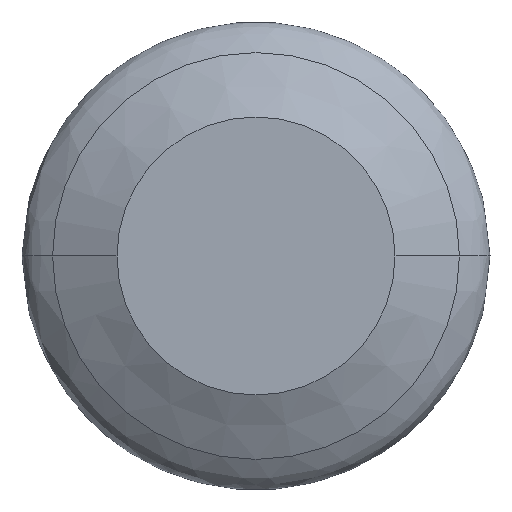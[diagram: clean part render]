
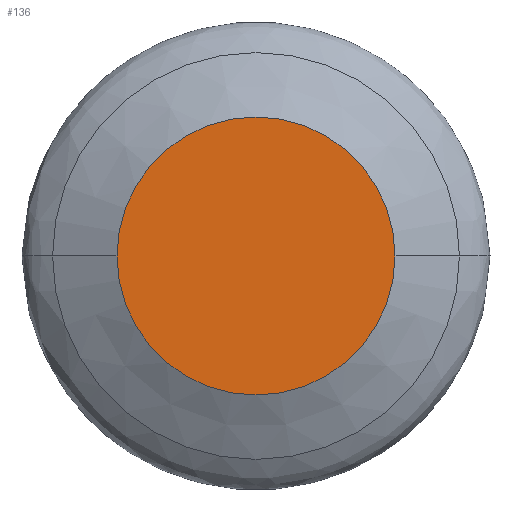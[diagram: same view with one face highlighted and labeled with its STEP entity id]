
A CAD part, front view. The second image highlights one B-rep face of the part: STEP entity #136.
In plain terms, the highlighted planar face has unit normal (0, -1, 0).
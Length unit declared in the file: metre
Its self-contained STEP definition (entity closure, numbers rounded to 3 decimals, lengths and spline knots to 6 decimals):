
#9 = CIRCLE ( 'NONE', #132, 0.01485 ) ;
#10 = ORIENTED_EDGE ( 'NONE', *, *, #91, .F. ) ;
#15 = DIRECTION ( 'NONE',  ( 0., 1., 0. ) ) ;
#33 = CARTESIAN_POINT ( 'NONE',  ( 0., 0., 0. ) ) ;
#50 = ORIENTED_EDGE ( 'NONE', *, *, #125, .F. ) ;
#54 = DIRECTION ( 'NONE',  ( -1., 0., 0. ) ) ;
#61 = AXIS2_PLACEMENT_3D ( 'NONE', #33, #131, #210 ) ;
#76 = VERTEX_POINT ( 'NONE', #82 ) ;
#77 = EDGE_LOOP ( 'NONE', ( #50, #10 ) ) ;
#82 = CARTESIAN_POINT ( 'NONE',  ( 0.01485, 0., 0. ) ) ;
#84 = CARTESIAN_POINT ( 'NONE',  ( 0., 0., 0. ) ) ;
#86 = AXIS2_PLACEMENT_3D ( 'NONE', #152, #150, #192 ) ;
#91 = EDGE_CURVE ( 'NONE', #76, #203, #9, .T. ) ;
#100 = FACE_OUTER_BOUND ( 'NONE', #77, .T. ) ;
#105 = CIRCLE ( 'NONE', #86, 0.01485 ) ;
#125 = EDGE_CURVE ( 'NONE', #203, #76, #105, .T. ) ;
#131 = DIRECTION ( 'NONE',  ( 0., 1., 0. ) ) ;
#132 = AXIS2_PLACEMENT_3D ( 'NONE', #84, #15, #54 ) ;
#136 = ADVANCED_FACE ( 'NONE', ( #100 ), #224, .F. ) ;
#150 = DIRECTION ( 'NONE',  ( 0., 1., 0. ) ) ;
#152 = CARTESIAN_POINT ( 'NONE',  ( 0., 0., 0. ) ) ;
#192 = DIRECTION ( 'NONE',  ( -1., 0., 0. ) ) ;
#203 = VERTEX_POINT ( 'NONE', #204 ) ;
#204 = CARTESIAN_POINT ( 'NONE',  ( -0.01485, 0., 0. ) ) ;
#210 = DIRECTION ( 'NONE',  ( -1., 0., 0. ) ) ;
#224 = PLANE ( 'NONE',  #61 ) ;
